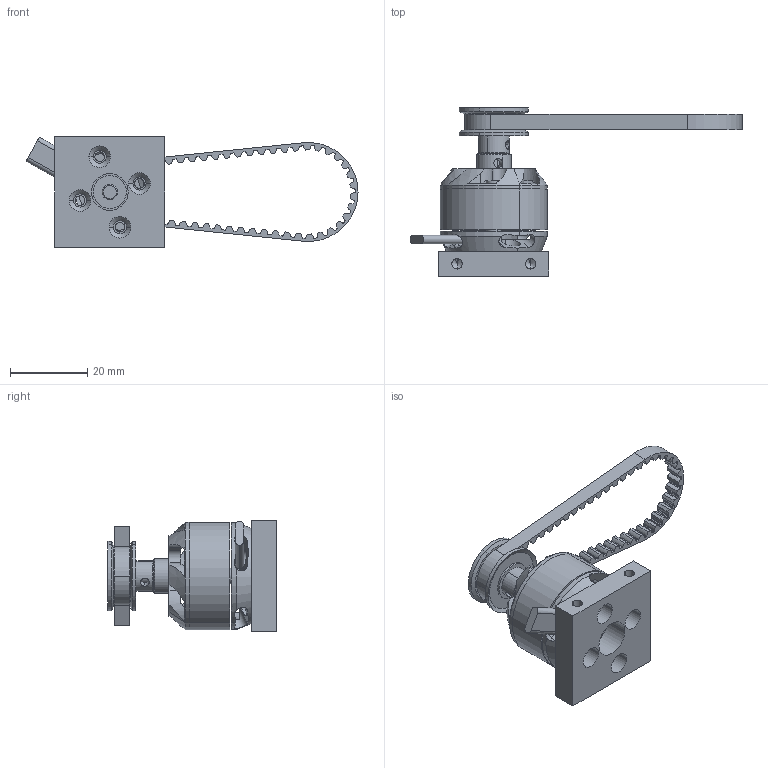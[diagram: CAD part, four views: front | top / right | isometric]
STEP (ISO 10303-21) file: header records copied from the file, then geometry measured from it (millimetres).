
FILE_DESCRIPTION (( 'STEP AP214' ), '1' );
FILE_NAME ('Ant Beater Elec.STEP', '2022-09-14T19:04:47', ( '' ), ( '' ), 'SwSTEP 2.0', 'SolidWorks 2015', '' );
FILE_SCHEMA (( 'AUTOMOTIVE_DESIGN' ));
Length unit declared in the file: millimetre
Products named in the file (5): D-Series Motor Face Mount R1; 55T belt on 26T 15T pulleys; Ant Beater Elec; 15t pulley; D2822-17 1100KV_4mm
Assembly tree (4 placements, depth 2):
  Ant Beater Elec
    D2822-17 1100KV_4mm
    15t pulley
    55T belt on 26T 15T pulleys
    D-Series Motor Face Mount R1
Bounding box: 86.03 x 43.65 x 28.57 mm (x, y, z)
Volume: 11791.9 mm3; surface area: 12979.8 mm2
Topology: 10 solids, 10 shells, 741 faces, 2165 edges, 1425 vertices
Faces by surface type: cylinder 479, plane 219, cone 39, torus 4
Entity records: 26397 total; most frequent: CARTESIAN_POINT 5121, DIRECTION 4524, ORIENTED_EDGE 4314, EDGE_CURVE 2157, AXIS2_PLACEMENT_3D 1732, VERTEX_POINT 1425, LINE 1060, VECTOR 1060
